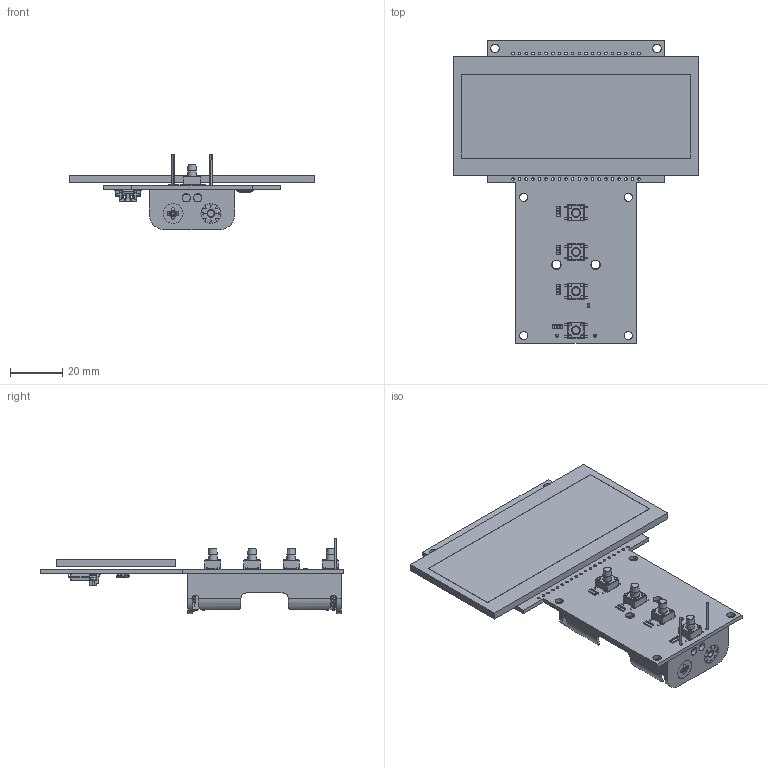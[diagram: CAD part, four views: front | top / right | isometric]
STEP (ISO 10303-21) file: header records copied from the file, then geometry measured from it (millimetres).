
FILE_DESCRIPTION(('Open CASCADE Model'),'2;1');
FILE_NAME('Open CASCADE Shape Model','2024-07-23T20:58:39',('Author'),( 'Open CASCADE'),'Open CASCADE STEP processor 7.5','Open CASCADE 7.5' ,'Unknown');
FILE_SCHEMA(('AUTOMOTIVE_DESIGN { 1 0 10303 214 1 1 1 1 }'));
Length unit declared in the file: millimetre
Products named in the file (48): PCB; Board; Open CASCADE STEP translator 7.5 1.1.1; R52; RES0603; R51; R50; R49; R48; R47; R45; R43; R40; R39; R37; R36; R35; R34; R33; R32; X1; 533980471; Open CASCADE STEP translator 7.5 1.18.1.1; Open CASCADE STEP translator 7.5 1.18.1.2; U9; 6177740144; Open CASCADE STEP translator 6.8 1.1; Body; Open CASCADE STEP translator 6.8 1.2.1; Leader; U3; SO8; SW5; 4301x20808x6; SW4; SW3; SW2; U14; TSSOP16-1; X2 ...
Assembly tree (104 placements, depth 5):
  PCB
    Board
      Open CASCADE STEP translator 7.5 1.1.1
    R52
      RES0603
    R51
      RES0603
    R50
      RES0603
    R49
      RES0603
    R48
      RES0603
    R47
      RES0603
    R45
      RES0603
    R43
      RES0603
    R40
      RES0603
    R39
      RES0603
    R37
      RES0603
    R36
      RES0603
    R35
      RES0603
    R34
      RES0603
    R33
      RES0603
    R32
      RES0603
    X1
      533980471
        Open CASCADE STEP translator 7.5 1.18.1.1
        Open CASCADE STEP translator 7.5 1.18.1.2
    U9
      6177740144
        Open CASCADE STEP translator 6.8 1.1
        Body
          Open CASCADE STEP translator 6.8 1.2.1
        Leader  x40
    U3
      SO8
    SW5
      4301x20808x6
    SW4
      4301x20808x6
    SW3
      4301x20808x6
    SW2
      4301x20808x6
    U14
      TSSOP16-1
    X2
      keystone-PN2462_RGB4078660
    C18
Bounding box: 94 x 116 x 28.99 mm (x, y, z)
Volume: 23590.6 mm3; surface area: 40949.8 mm2
Topology: 115 solids, 176 shells, 3130 faces, 8254 edges, 5417 vertices
Faces by surface type: plane 2248, cylinder 588, bspline 226, torus 44, sphere 10, revolution 8, cone 6
Full cylindrical faces by diameter (mm): 0.95 x1, 1 x40, 1.2 x18, 3.2 x6, 3.25 x4, 3.5 x4, 3.6 x2
Entity records: 69131 total; most frequent: CARTESIAN_POINT 24337, ORIENTED_EDGE 8111, DIRECTION 7755, EDGE_CURVE 4644, LINE 3329, VECTOR 3329, VERTEX_POINT 3195, AXIS2_PLACEMENT_3D 2209
